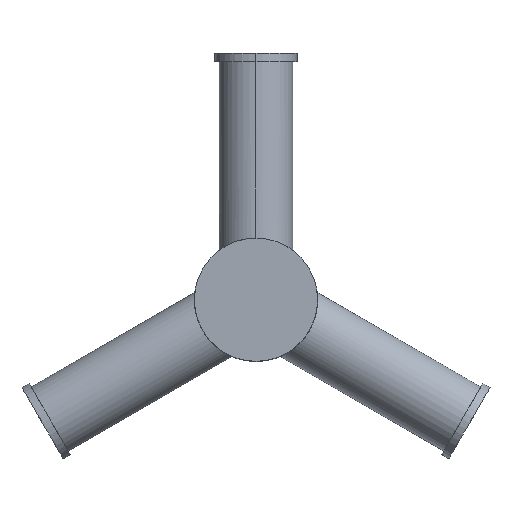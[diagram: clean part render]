
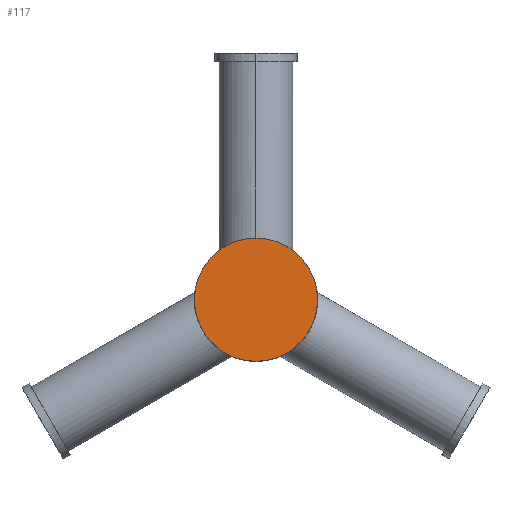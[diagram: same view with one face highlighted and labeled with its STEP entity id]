
A CAD part, top view. The second image highlights one B-rep face of the part: STEP entity #117.
In plain terms, the highlighted planar face has unit normal (0, 0, 1).
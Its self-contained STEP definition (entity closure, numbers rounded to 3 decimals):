
#8 = CARTESIAN_POINT ( 'NONE',  ( -750., 0., 1000. ) ) ;
#33 = DIRECTION ( 'NONE',  ( 0., 0., 1. ) ) ;
#101 = AXIS2_PLACEMENT_3D ( 'NONE', #1048, #153, #590 ) ;
#117 = ADVANCED_FACE ( 'NONE', ( #877 ), #640, .T. ) ;
#124 = AXIS2_PLACEMENT_3D ( 'NONE', #360, #33, #476 ) ;
#153 = DIRECTION ( 'NONE',  ( 0., 0., 1. ) ) ;
#208 = ORIENTED_EDGE ( 'NONE', *, *, #286, .T. ) ;
#286 = EDGE_CURVE ( 'NONE', #566, #478, #625, .T. ) ;
#314 = EDGE_CURVE ( 'NONE', #478, #566, #1067, .T. ) ;
#360 = CARTESIAN_POINT ( 'NONE',  ( 0., 0., 1000. ) ) ;
#448 = EDGE_LOOP ( 'NONE', ( #208, #665 ) ) ;
#476 = DIRECTION ( 'NONE',  ( 1., 0., 0. ) ) ;
#478 = VERTEX_POINT ( 'NONE', #8 ) ;
#536 = CARTESIAN_POINT ( 'NONE',  ( 0., 0., 1000. ) ) ;
#566 = VERTEX_POINT ( 'NONE', #1308 ) ;
#590 = DIRECTION ( 'NONE',  ( 1., 0., 0. ) ) ;
#625 = CIRCLE ( 'NONE', #101, 750. ) ;
#640 = PLANE ( 'NONE',  #1016 ) ;
#665 = ORIENTED_EDGE ( 'NONE', *, *, #314, .T. ) ;
#877 = FACE_OUTER_BOUND ( 'NONE', #448, .T. ) ;
#894 = DIRECTION ( 'NONE',  ( 1., 0., 0. ) ) ;
#1016 = AXIS2_PLACEMENT_3D ( 'NONE', #536, #1114, #894 ) ;
#1048 = CARTESIAN_POINT ( 'NONE',  ( 0., 0., 1000. ) ) ;
#1067 = CIRCLE ( 'NONE', #124, 750. ) ;
#1114 = DIRECTION ( 'NONE',  ( 0., 0., 1. ) ) ;
#1308 = CARTESIAN_POINT ( 'NONE',  ( 750., 0., 1000. ) ) ;
